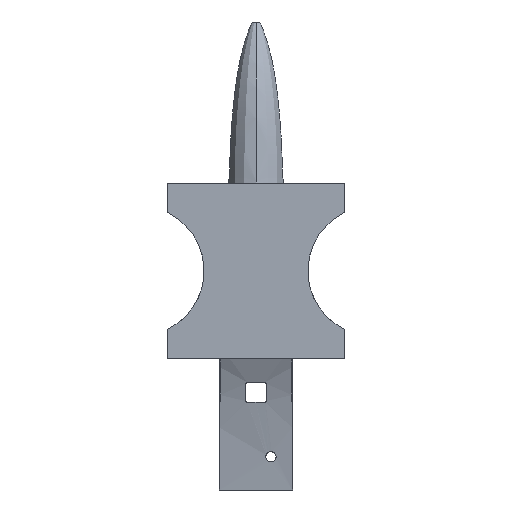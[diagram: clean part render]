
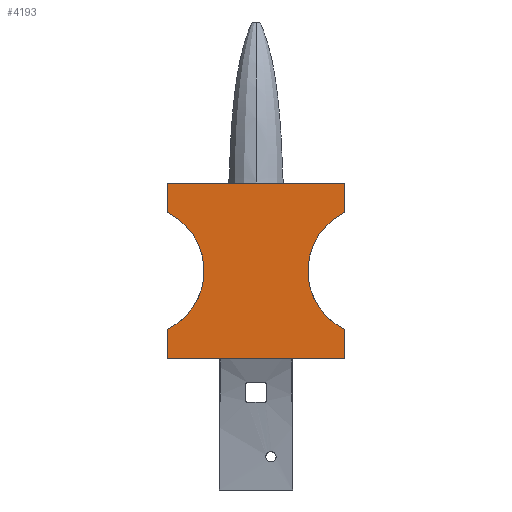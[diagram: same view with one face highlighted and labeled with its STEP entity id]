
A CAD part, front view. The second image highlights one B-rep face of the part: STEP entity #4193.
In plain terms, the highlighted planar face has unit normal (0, -1, 0).
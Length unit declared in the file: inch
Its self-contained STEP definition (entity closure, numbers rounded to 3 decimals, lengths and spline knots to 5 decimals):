
#56=CIRCLE('',#4298,10.26835);
#58=CIRCLE('',#4311,10.26835);
#774=FACE_OUTER_BOUND('',#1021,.T.);
#1021=EDGE_LOOP('',(#3834,#3835,#3836,#3837,#3838,#3839,#3840,#3841,#3842,
#3843));
#1217=LINE('',#11931,#1460);
#1221=LINE('',#11940,#1464);
#1222=LINE('',#11943,#1465);
#1245=LINE('',#14524,#1488);
#1248=LINE('',#14532,#1491);
#1251=LINE('',#14537,#1494);
#1252=LINE('',#14539,#1495);
#1254=LINE('',#14542,#1497);
#1460=VECTOR('',#4695,0.90945);
#1464=VECTOR('',#4705,0.90945);
#1465=VECTOR('',#4708,0.90945);
#1488=VECTOR('',#4749,0.90945);
#1491=VECTOR('',#4758,0.90945);
#1494=VECTOR('',#4763,0.90945);
#1495=VECTOR('',#4766,0.90945);
#1497=VECTOR('',#4770,0.90945);
#1886=VERTEX_POINT('',#11928);
#1887=VERTEX_POINT('',#11930);
#1888=VERTEX_POINT('',#11934);
#1889=VERTEX_POINT('',#11938);
#1890=VERTEX_POINT('',#11942);
#1924=VERTEX_POINT('',#14521);
#1925=VERTEX_POINT('',#14523);
#1926=VERTEX_POINT('',#14527);
#1927=VERTEX_POINT('',#14531);
#1928=VERTEX_POINT('',#14535);
#2492=EDGE_CURVE('',#1886,#1887,#1217,.T.);
#2495=EDGE_CURVE('',#1888,#1886,#56,.T.);
#2497=EDGE_CURVE('',#1889,#1888,#1221,.T.);
#2498=EDGE_CURVE('',#1887,#1890,#1222,.T.);
#2549=EDGE_CURVE('',#1925,#1924,#1245,.T.);
#2551=EDGE_CURVE('',#1926,#1925,#58,.T.);
#2553=EDGE_CURVE('',#1927,#1926,#1248,.T.);
#2556=EDGE_CURVE('',#1924,#1928,#1251,.T.);
#2557=EDGE_CURVE('',#1889,#1927,#1252,.T.);
#2559=EDGE_CURVE('',#1928,#1890,#1254,.T.);
#3834=ORIENTED_EDGE('',*,*,#2549,.T.);
#3835=ORIENTED_EDGE('',*,*,#2556,.T.);
#3836=ORIENTED_EDGE('',*,*,#2559,.T.);
#3837=ORIENTED_EDGE('',*,*,#2498,.F.);
#3838=ORIENTED_EDGE('',*,*,#2492,.F.);
#3839=ORIENTED_EDGE('',*,*,#2495,.F.);
#3840=ORIENTED_EDGE('',*,*,#2497,.F.);
#3841=ORIENTED_EDGE('',*,*,#2557,.T.);
#3842=ORIENTED_EDGE('',*,*,#2553,.T.);
#3843=ORIENTED_EDGE('',*,*,#2551,.T.);
#3964=PLANE('',#4325);
#4193=ADVANCED_FACE('',(#774),#3964,.T.);
#4298=AXIS2_PLACEMENT_3D('',#11936,#4700,#4701);
#4311=AXIS2_PLACEMENT_3D('',#14528,#4753,#4754);
#4325=AXIS2_PLACEMENT_3D('',#14636,#4799,#4800);
#4695=DIRECTION('',(-1.,0.,0.));
#4700=DIRECTION('center_axis',(0.,-1.,0.));
#4701=DIRECTION('ref_axis',(0.436,0.,0.9));
#4705=DIRECTION('',(0.,0.,1.));
#4708=DIRECTION('',(0.,0.,1.));
#4749=DIRECTION('',(1.,0.,0.));
#4753=DIRECTION('center_axis',(0.,1.,0.));
#4754=DIRECTION('ref_axis',(-0.436,0.,0.9));
#4758=DIRECTION('',(0.,0.,1.));
#4763=DIRECTION('',(0.,0.,1.));
#4766=DIRECTION('',(1.,0.,0.));
#4770=DIRECTION('',(-1.,0.,0.));
#4799=DIRECTION('center_axis',(0.,-1.,0.));
#4800=DIRECTION('ref_axis',(1.,0.,0.));
#11928=CARTESIAN_POINT('',(-17.13944,-17.03,15.71828));
#11930=CARTESIAN_POINT('',(-17.276,-17.03,15.71828));
#11931=CARTESIAN_POINT('',(-10.20722,-17.03,15.71828));
#11934=CARTESIAN_POINT('',(-17.276,-17.03,-2.69427));
#11936=CARTESIAN_POINT('Origin',(-21.755,-17.03,6.54573));
#11938=CARTESIAN_POINT('',(-17.276,-17.03,-7.31427));
#11940=CARTESIAN_POINT('',(-17.276,-17.03,-21.17427));
#11942=CARTESIAN_POINT('',(-17.276,-17.03,20.40573));
#11943=CARTESIAN_POINT('',(-17.276,-17.03,-21.17427));
#14521=CARTESIAN_POINT('',(10.726,-17.03,15.71828));
#14523=CARTESIAN_POINT('',(10.58944,-17.03,15.71828));
#14524=CARTESIAN_POINT('',(3.65722,-17.03,15.71828));
#14527=CARTESIAN_POINT('',(10.726,-17.03,-2.69427));
#14528=CARTESIAN_POINT('Origin',(15.205,-17.03,6.54573));
#14531=CARTESIAN_POINT('',(10.726,-17.03,-7.31427));
#14532=CARTESIAN_POINT('',(10.726,-17.03,-21.17427));
#14535=CARTESIAN_POINT('',(10.726,-17.03,20.40573));
#14537=CARTESIAN_POINT('',(10.726,-17.03,-21.17427));
#14539=CARTESIAN_POINT('',(-3.275,-17.03,-7.31427));
#14542=CARTESIAN_POINT('',(-3.275,-17.03,20.40573));
#14636=CARTESIAN_POINT('Origin',(-3.275,-17.03,-21.17427));
